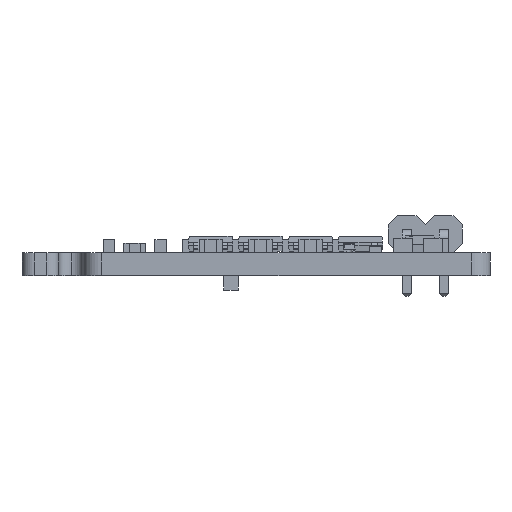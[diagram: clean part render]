
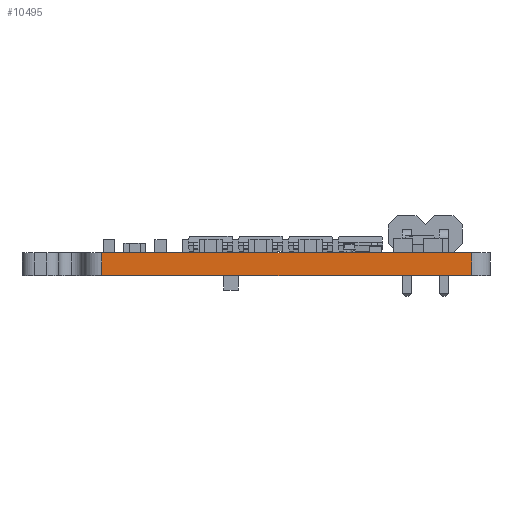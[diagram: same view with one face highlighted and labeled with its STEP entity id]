
A CAD part, left-side view. The second image highlights one B-rep face of the part: STEP entity #10495.
In plain terms, the highlighted planar face has unit normal (-1, 0, 0).
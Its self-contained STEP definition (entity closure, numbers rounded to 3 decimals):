
#728=PLANE('',#11377);
#1095=FACE_OUTER_BOUND('',#1690,.T.);
#1690=EDGE_LOOP('',(#7143,#7144,#7145,#7146));
#2393=LINE('',#14686,#3383);
#2394=LINE('',#14689,#3384);
#2395=LINE('',#14691,#3385);
#2396=LINE('',#14692,#3386);
#3383=VECTOR('',#12309,10.);
#3384=VECTOR('',#12312,10.);
#3385=VECTOR('',#12313,10.);
#3386=VECTOR('',#12314,10.);
#4609=VERTEX_POINT('',#14682);
#4610=VERTEX_POINT('',#14684);
#4611=VERTEX_POINT('',#14688);
#4612=VERTEX_POINT('',#14690);
#5605=EDGE_CURVE('',#4609,#4610,#2393,.T.);
#5606=EDGE_CURVE('',#4611,#4609,#2394,.T.);
#5607=EDGE_CURVE('',#4612,#4610,#2395,.T.);
#5608=EDGE_CURVE('',#4611,#4612,#2396,.T.);
#7143=ORIENTED_EDGE('',*,*,#5606,.T.);
#7144=ORIENTED_EDGE('',*,*,#5605,.T.);
#7145=ORIENTED_EDGE('',*,*,#5607,.F.);
#7146=ORIENTED_EDGE('',*,*,#5608,.F.);
#10495=ADVANCED_FACE('',(#1095),#728,.T.);
#11377=AXIS2_PLACEMENT_3D('',#14687,#12310,#12311);
#12309=DIRECTION('',(0.,0.,1.));
#12310=DIRECTION('center_axis',(-1.,0.,0.));
#12311=DIRECTION('ref_axis',(0.,-1.,0.));
#12312=DIRECTION('',(0.,-1.,0.));
#12313=DIRECTION('',(0.,-1.,0.));
#12314=DIRECTION('',(0.,0.,1.));
#14682=CARTESIAN_POINT('',(0.,1.27,0.));
#14684=CARTESIAN_POINT('',(0.,1.27,1.57));
#14686=CARTESIAN_POINT('',(0.,1.27,0.));
#14687=CARTESIAN_POINT('Origin',(0.,26.67,0.));
#14688=CARTESIAN_POINT('',(0.,26.67,0.));
#14689=CARTESIAN_POINT('',(0.,26.67,0.));
#14690=CARTESIAN_POINT('',(0.,26.67,1.57));
#14691=CARTESIAN_POINT('',(0.,26.67,1.57));
#14692=CARTESIAN_POINT('',(0.,26.67,0.));
